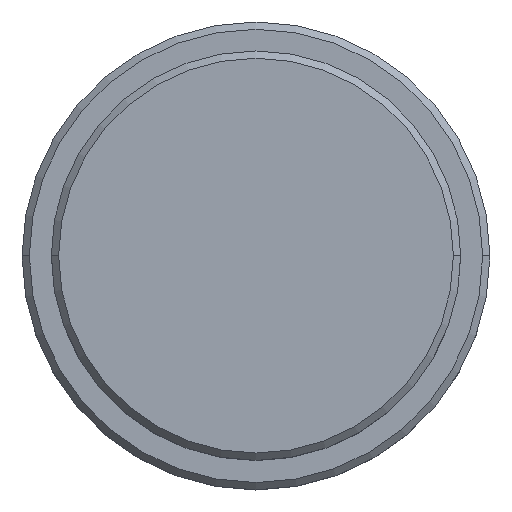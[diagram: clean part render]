
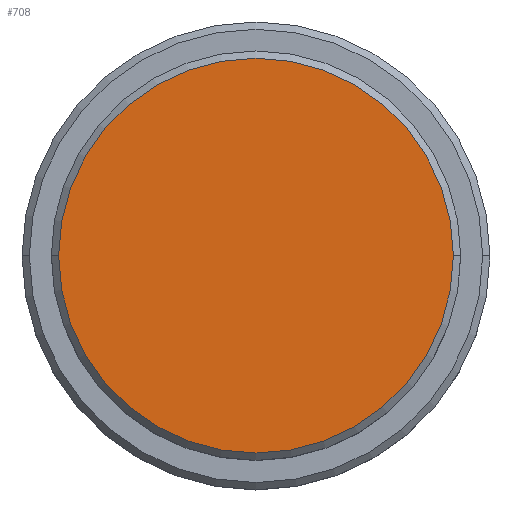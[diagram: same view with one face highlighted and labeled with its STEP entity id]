
A CAD part, top view. The second image highlights one B-rep face of the part: STEP entity #708.
In plain terms, the highlighted planar face has unit normal (0, 0, 1).
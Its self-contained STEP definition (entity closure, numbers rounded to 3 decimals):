
#26 = AXIS2_PLACEMENT_3D ( 'NONE', #601, #912, #229 ) ;
#73 = VERTEX_POINT ( 'NONE', #1267 ) ;
#115 = CARTESIAN_POINT ( 'NONE',  ( 0., 0., 0. ) ) ;
#146 = CIRCLE ( 'NONE', #26, 13.5 ) ;
#165 = EDGE_CURVE ( 'NONE', #73, #948, #146, .T. ) ;
#229 = DIRECTION ( 'NONE',  ( 1., 0., 0. ) ) ;
#346 = AXIS2_PLACEMENT_3D ( 'NONE', #1312, #356, #564 ) ;
#356 = DIRECTION ( 'NONE',  ( 0., 0., 1. ) ) ;
#564 = DIRECTION ( 'NONE',  ( 1., 0., 0. ) ) ;
#601 = CARTESIAN_POINT ( 'NONE',  ( 0., 0., 0. ) ) ;
#708 = ADVANCED_FACE ( 'NONE', ( #1150 ), #783, .T. ) ;
#724 = AXIS2_PLACEMENT_3D ( 'NONE', #115, #881, #1313 ) ;
#774 = CIRCLE ( 'NONE', #724, 13.5 ) ;
#778 = CARTESIAN_POINT ( 'NONE',  ( -13.5, 0., 0. ) ) ;
#783 = PLANE ( 'NONE',  #346 ) ;
#855 = EDGE_CURVE ( 'NONE', #948, #73, #774, .T. ) ;
#881 = DIRECTION ( 'NONE',  ( 0., 0., 1. ) ) ;
#912 = DIRECTION ( 'NONE',  ( 0., 0., 1. ) ) ;
#948 = VERTEX_POINT ( 'NONE', #778 ) ;
#1065 = ORIENTED_EDGE ( 'NONE', *, *, #165, .T. ) ;
#1150 = FACE_OUTER_BOUND ( 'NONE', #1202, .T. ) ;
#1202 = EDGE_LOOP ( 'NONE', ( #1318, #1065 ) ) ;
#1267 = CARTESIAN_POINT ( 'NONE',  ( 13.5, 0., 0. ) ) ;
#1312 = CARTESIAN_POINT ( 'NONE',  ( 0., 0., 0. ) ) ;
#1313 = DIRECTION ( 'NONE',  ( 1., 0., 0. ) ) ;
#1318 = ORIENTED_EDGE ( 'NONE', *, *, #855, .T. ) ;
